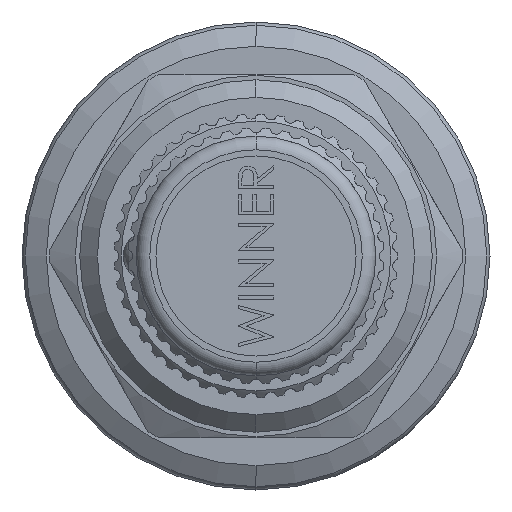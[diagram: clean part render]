
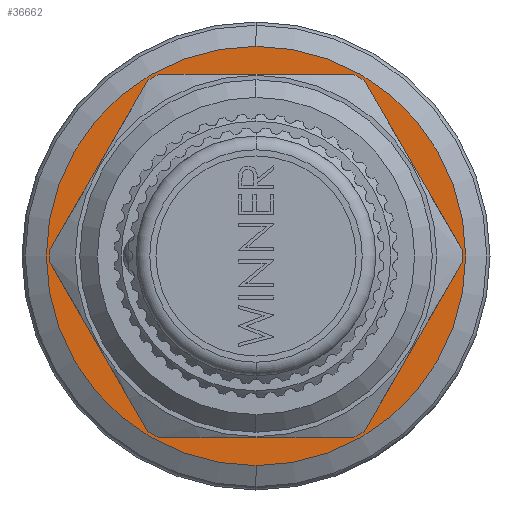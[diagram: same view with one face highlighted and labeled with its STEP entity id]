
A CAD part, left-side view. The second image highlights one B-rep face of the part: STEP entity #36662.
In plain terms, the highlighted planar face has unit normal (-1, 0, 0).
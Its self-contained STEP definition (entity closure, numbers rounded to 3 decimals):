
#501 = VECTOR ( 'NONE', #52272, 1000. ) ;
#848 = LINE ( 'NONE', #56947, #11644 ) ;
#1147 = DIRECTION ( 'NONE',  ( 0., 0.5, 0.866 ) ) ;
#1160 = DIRECTION ( 'NONE',  ( 1., 0., 0. ) ) ;
#1419 = ORIENTED_EDGE ( 'NONE', *, *, #58533, .T. ) ;
#2768 = AXIS2_PLACEMENT_3D ( 'NONE', #15149, #10416, #60052 ) ;
#4077 = ORIENTED_EDGE ( 'NONE', *, *, #54349, .T. ) ;
#4181 = ORIENTED_EDGE ( 'NONE', *, *, #21352, .T. ) ;
#4194 = CIRCLE ( 'NONE', #51772, 23.795 ) ;
#5698 = CARTESIAN_POINT ( 'NONE',  ( 24., -11.893, 20.6 ) ) ;
#5935 = VERTEX_POINT ( 'NONE', #48649 ) ;
#6797 = CIRCLE ( 'NONE', #46111, 23.4 ) ;
#7782 = CARTESIAN_POINT ( 'NONE',  ( 24., 0., 0. ) ) ;
#8062 = ORIENTED_EDGE ( 'NONE', *, *, #63258, .T. ) ;
#8511 = CARTESIAN_POINT ( 'NONE',  ( 24., 23.39, -0.688 ) ) ;
#8719 = VERTEX_POINT ( 'NONE', #56796 ) ;
#8803 = EDGE_CURVE ( 'NONE', #8719, #56900, #43486, .T. ) ;
#9123 = CARTESIAN_POINT ( 'NONE',  ( 24., 0., 0. ) ) ;
#9166 = EDGE_LOOP ( 'NONE', ( #8062, #31235 ) ) ;
#10162 = CARTESIAN_POINT ( 'NONE',  ( 24., 12.29, -19.912 ) ) ;
#10416 = DIRECTION ( 'NONE',  ( 1., 0., 0. ) ) ;
#10723 = CARTESIAN_POINT ( 'NONE',  ( 24., -12.29, -19.912 ) ) ;
#11266 = CARTESIAN_POINT ( 'NONE',  ( 24., 11.893, -20.6 ) ) ;
#11497 = VERTEX_POINT ( 'NONE', #55887 ) ;
#11644 = VECTOR ( 'NONE', #31829, 1000. ) ;
#12452 = DIRECTION ( 'NONE',  ( 1., 0., 0. ) ) ;
#13249 = ORIENTED_EDGE ( 'NONE', *, *, #18200, .T. ) ;
#14450 = VECTOR ( 'NONE', #50479, 1000. ) ;
#14700 = DIRECTION ( 'NONE',  ( 0., 0., -1. ) ) ;
#15037 = CARTESIAN_POINT ( 'NONE',  ( 24., 11.1, -20.6 ) ) ;
#15149 = CARTESIAN_POINT ( 'NONE',  ( 24., 0., 0. ) ) ;
#15167 = CARTESIAN_POINT ( 'NONE',  ( 24., 11.1, 20.6 ) ) ;
#15274 = CARTESIAN_POINT ( 'NONE',  ( 24., -12.29, 19.912 ) ) ;
#15278 = CARTESIAN_POINT ( 'NONE',  ( 24., 12.29, 19.912 ) ) ;
#17823 = EDGE_CURVE ( 'NONE', #26385, #8719, #20651, .T. ) ;
#17840 = CIRCLE ( 'NONE', #28437, 23.4 ) ;
#17991 = DIRECTION ( 'NONE',  ( 0., 0., -1. ) ) ;
#18014 = VERTEX_POINT ( 'NONE', #30246 ) ;
#18200 = EDGE_CURVE ( 'NONE', #44758, #27435, #51574, .T. ) ;
#19292 = VERTEX_POINT ( 'NONE', #54356 ) ;
#19371 = VERTEX_POINT ( 'NONE', #58918 ) ;
#19413 = AXIS2_PLACEMENT_3D ( 'NONE', #56372, #51793, #22147 ) ;
#20651 = LINE ( 'NONE', #30950, #42326 ) ;
#21352 = EDGE_CURVE ( 'NONE', #27435, #63767, #17840, .T. ) ;
#21639 = CARTESIAN_POINT ( 'NONE',  ( 24., -23.787, 0. ) ) ;
#22145 = CARTESIAN_POINT ( 'NONE',  ( 24., 0., 0. ) ) ;
#22147 = DIRECTION ( 'NONE',  ( 0., 0., 1. ) ) ;
#22192 = EDGE_CURVE ( 'NONE', #5935, #22417, #848, .T. ) ;
#22417 = VERTEX_POINT ( 'NONE', #15278 ) ;
#25570 = DIRECTION ( 'NONE',  ( 1., 0., 0. ) ) ;
#26002 = ORIENTED_EDGE ( 'NONE', *, *, #60251, .T. ) ;
#26385 = VERTEX_POINT ( 'NONE', #15167 ) ;
#26489 = ORIENTED_EDGE ( 'NONE', *, *, #60164, .T. ) ;
#26550 = FACE_OUTER_BOUND ( 'NONE', #9166, .T. ) ;
#26761 = EDGE_CURVE ( 'NONE', #19371, #52054, #63443, .T. ) ;
#27435 = VERTEX_POINT ( 'NONE', #15037 ) ;
#28419 = CIRCLE ( 'NONE', #2768, 23.4 ) ;
#28437 = AXIS2_PLACEMENT_3D ( 'NONE', #22145, #42060, #17991 ) ;
#29309 = EDGE_CURVE ( 'NONE', #19292, #19371, #6797, .T. ) ;
#29464 = ORIENTED_EDGE ( 'NONE', *, *, #8803, .T. ) ;
#30246 = CARTESIAN_POINT ( 'NONE',  ( 24., 0., -23.795 ) ) ;
#30727 = AXIS2_PLACEMENT_3D ( 'NONE', #9123, #54166, #14700 ) ;
#30950 = CARTESIAN_POINT ( 'NONE',  ( 24., 11.893, 20.6 ) ) ;
#31235 = ORIENTED_EDGE ( 'NONE', *, *, #44183, .T. ) ;
#31829 = DIRECTION ( 'NONE',  ( 0., -0.5, 0.866 ) ) ;
#34624 = DIRECTION ( 'NONE',  ( 0., 0., -1. ) ) ;
#34880 = CARTESIAN_POINT ( 'NONE',  ( 24., 0., 0. ) ) ;
#34908 = ORIENTED_EDGE ( 'NONE', *, *, #22192, .T. ) ;
#35893 = DIRECTION ( 'NONE',  ( 0., -1., 0. ) ) ;
#35983 = ORIENTED_EDGE ( 'NONE', *, *, #29309, .T. ) ;
#36536 = DIRECTION ( 'NONE',  ( 0., 0.5, -0.866 ) ) ;
#36662 = ADVANCED_FACE ( 'NONE', ( #39695, #26550 ), #37135, .F. ) ;
#37135 = PLANE ( 'NONE',  #57009 ) ;
#37625 = AXIS2_PLACEMENT_3D ( 'NONE', #34880, #1160, #50264 ) ;
#38035 = EDGE_LOOP ( 'NONE', ( #29464, #1419, #35983, #57489, #26489, #13249, #4181, #38169, #26002, #34908, #4077, #42109 ) ) ;
#38036 = DIRECTION ( 'NONE',  ( 1., 0., 0. ) ) ;
#38169 = ORIENTED_EDGE ( 'NONE', *, *, #59598, .T. ) ;
#39375 = VECTOR ( 'NONE', #36536, 1000. ) ;
#39695 = FACE_BOUND ( 'NONE', #38035, .T. ) ;
#40273 = CARTESIAN_POINT ( 'NONE',  ( 24., 0., 0. ) ) ;
#40462 = CIRCLE ( 'NONE', #19413, 23.795 ) ;
#40924 = VERTEX_POINT ( 'NONE', #8511 ) ;
#42060 = DIRECTION ( 'NONE',  ( 1., 0., 0. ) ) ;
#42109 = ORIENTED_EDGE ( 'NONE', *, *, #17823, .T. ) ;
#42326 = VECTOR ( 'NONE', #35893, 1000. ) ;
#43486 = CIRCLE ( 'NONE', #30727, 23.4 ) ;
#44183 = EDGE_CURVE ( 'NONE', #11497, #18014, #40462, .T. ) ;
#44758 = VERTEX_POINT ( 'NONE', #55023 ) ;
#45790 = AXIS2_PLACEMENT_3D ( 'NONE', #7782, #38036, #57154 ) ;
#46111 = AXIS2_PLACEMENT_3D ( 'NONE', #40273, #25570, #34624 ) ;
#47131 = CARTESIAN_POINT ( 'NONE',  ( 24., 23.795, 0. ) ) ;
#48537 = VECTOR ( 'NONE', #1147, 1000. ) ;
#48649 = CARTESIAN_POINT ( 'NONE',  ( 24., 23.39, 0.688 ) ) ;
#50264 = DIRECTION ( 'NONE',  ( 0., 0., -1. ) ) ;
#50479 = DIRECTION ( 'NONE',  ( 0., -0.5, -0.866 ) ) ;
#51366 = DIRECTION ( 'NONE',  ( 0., 0., 1. ) ) ;
#51574 = LINE ( 'NONE', #61864, #501 ) ;
#51772 = AXIS2_PLACEMENT_3D ( 'NONE', #57015, #56169, #51366 ) ;
#51793 = DIRECTION ( 'NONE',  ( -1., 0., 0. ) ) ;
#52054 = VERTEX_POINT ( 'NONE', #10723 ) ;
#52272 = DIRECTION ( 'NONE',  ( 0., 1., 0. ) ) ;
#52716 = DIRECTION ( 'NONE',  ( 0., 0., -1. ) ) ;
#54166 = DIRECTION ( 'NONE',  ( 1., 0., 0. ) ) ;
#54349 = EDGE_CURVE ( 'NONE', #22417, #26385, #54772, .T. ) ;
#54356 = CARTESIAN_POINT ( 'NONE',  ( 24., -23.39, 0.688 ) ) ;
#54772 = CIRCLE ( 'NONE', #45790, 23.4 ) ;
#54829 = LINE ( 'NONE', #5698, #14450 ) ;
#55023 = CARTESIAN_POINT ( 'NONE',  ( 24., -11.1, -20.6 ) ) ;
#55521 = LINE ( 'NONE', #11266, #48537 ) ;
#55887 = CARTESIAN_POINT ( 'NONE',  ( 24., 0., 23.795 ) ) ;
#56169 = DIRECTION ( 'NONE',  ( -1., 0., 0. ) ) ;
#56372 = CARTESIAN_POINT ( 'NONE',  ( 24., 0., 0. ) ) ;
#56796 = CARTESIAN_POINT ( 'NONE',  ( 24., -11.1, 20.6 ) ) ;
#56900 = VERTEX_POINT ( 'NONE', #15274 ) ;
#56947 = CARTESIAN_POINT ( 'NONE',  ( 24., 23.787, 0. ) ) ;
#57009 = AXIS2_PLACEMENT_3D ( 'NONE', #47131, #12452, #52716 ) ;
#57015 = CARTESIAN_POINT ( 'NONE',  ( 24., 0., 0. ) ) ;
#57154 = DIRECTION ( 'NONE',  ( 0., 0., -1. ) ) ;
#57489 = ORIENTED_EDGE ( 'NONE', *, *, #26761, .T. ) ;
#58533 = EDGE_CURVE ( 'NONE', #56900, #19292, #54829, .T. ) ;
#58918 = CARTESIAN_POINT ( 'NONE',  ( 24., -23.39, -0.688 ) ) ;
#59385 = CIRCLE ( 'NONE', #37625, 23.4 ) ;
#59598 = EDGE_CURVE ( 'NONE', #63767, #40924, #55521, .T. ) ;
#60052 = DIRECTION ( 'NONE',  ( 0., 0., -1. ) ) ;
#60164 = EDGE_CURVE ( 'NONE', #52054, #44758, #28419, .T. ) ;
#60251 = EDGE_CURVE ( 'NONE', #40924, #5935, #59385, .T. ) ;
#61864 = CARTESIAN_POINT ( 'NONE',  ( 24., -11.893, -20.6 ) ) ;
#63258 = EDGE_CURVE ( 'NONE', #18014, #11497, #4194, .T. ) ;
#63443 = LINE ( 'NONE', #21639, #39375 ) ;
#63767 = VERTEX_POINT ( 'NONE', #10162 ) ;
